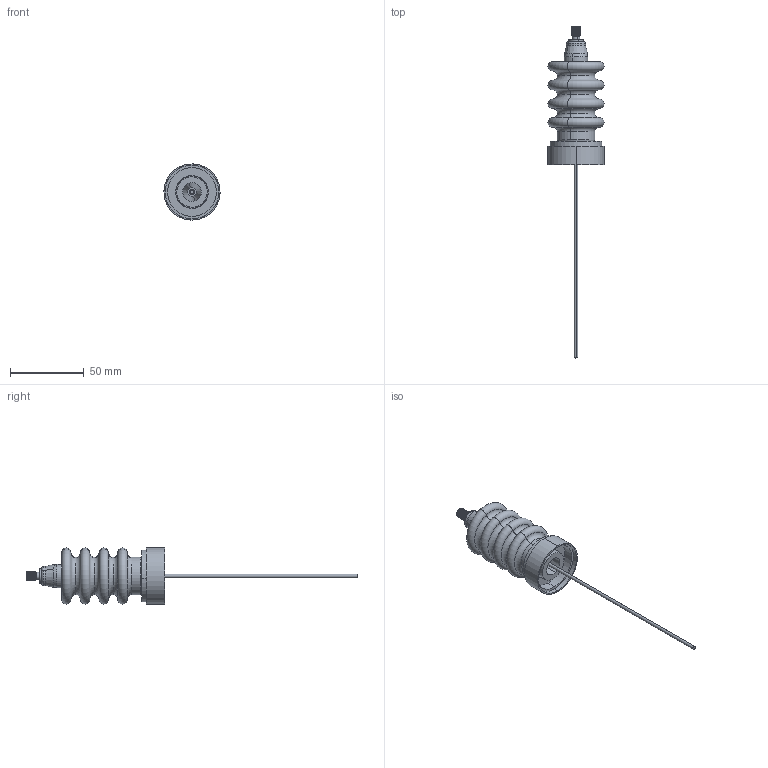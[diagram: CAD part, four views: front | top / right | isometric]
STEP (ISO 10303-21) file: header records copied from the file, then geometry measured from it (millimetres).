
FILE_DESCRIPTION (( 'STEP AP203' ), '1' );
FILE_NAME ('A0231-1-W.STEP', '2019-11-05T15:18:02', ( '' ), ( '' ), 'SwSTEP 2.0', 'SolidWorks 2019', '' );
FILE_SCHEMA (( 'CONFIG_CONTROL_DESIGN' ));
Length unit declared in the file: inch
Products named in the file (1): A0231-1-W
Bounding box: 38.1 x 225.26 x 38.1 mm (x, y, z)
Volume: 51082.1 mm3; surface area: 19020.9 mm2
Topology: 1 solids, 1 shells, 110 faces, 244 edges, 151 vertices
Faces by surface type: cylinder 44, torus 24, cone 22, plane 17, bspline 3
Entity records: 6037 total; most frequent: CARTESIAN_POINT 3513, DIRECTION 554, ORIENTED_EDGE 488, AXIS2_PLACEMENT_3D 245, EDGE_CURVE 244, VERTEX_POINT 151, CIRCLE 137, EDGE_LOOP 125
